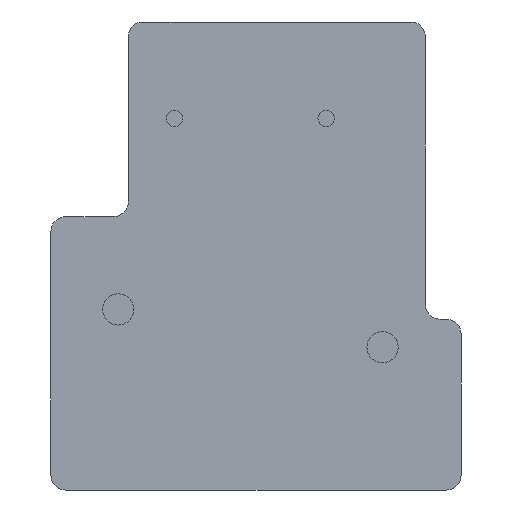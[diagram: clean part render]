
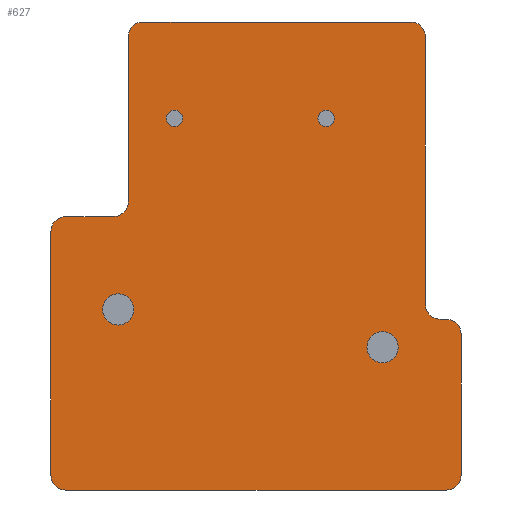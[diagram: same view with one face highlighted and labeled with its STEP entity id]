
A CAD part, front view. The second image highlights one B-rep face of the part: STEP entity #627.
In plain terms, the highlighted planar face has unit normal (0, -1, 0).
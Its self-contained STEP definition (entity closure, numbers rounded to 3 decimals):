
#27=FACE_BOUND('',#230,.T.);
#28=FACE_BOUND('',#231,.T.);
#29=FACE_BOUND('',#232,.T.);
#30=FACE_BOUND('',#233,.T.);
#35=PLANE('',#718);
#83=LINE('',#1094,#127);
#84=LINE('',#1096,#128);
#85=LINE('',#1098,#129);
#86=LINE('',#1100,#130);
#87=LINE('',#1102,#131);
#88=LINE('',#1103,#132);
#89=LINE('',#1104,#133);
#90=LINE('',#1105,#134);
#127=VECTOR('',#895,10.);
#128=VECTOR('',#898,10.);
#129=VECTOR('',#901,10.);
#130=VECTOR('',#904,10.);
#131=VECTOR('',#907,10.);
#132=VECTOR('',#908,10.);
#133=VECTOR('',#909,10.);
#134=VECTOR('',#910,10.);
#187=FACE_OUTER_BOUND('',#229,.T.);
#229=EDGE_LOOP('',(#531,#532,#533,#534,#535,#536,#537,#538,#539,#540,#541,
#542,#543,#544,#545,#546));
#230=EDGE_LOOP('',(#547));
#231=EDGE_LOOP('',(#548));
#232=EDGE_LOOP('',(#549));
#233=EDGE_LOOP('',(#550));
#251=CIRCLE('',#662,0.989);
#255=CIRCLE('',#668,0.989);
#259=CIRCLE('',#674,0.989);
#263=CIRCLE('',#681,0.989);
#267=CIRCLE('',#687,0.989);
#272=CIRCLE('',#695,0.989);
#276=CIRCLE('',#701,0.989);
#280=CIRCLE('',#708,0.989);
#281=CIRCLE('',#719,1.05);
#282=CIRCLE('',#720,0.55);
#283=CIRCLE('',#721,1.05);
#284=CIRCLE('',#722,0.55);
#293=VERTEX_POINT('',#971);
#294=VERTEX_POINT('',#972);
#298=VERTEX_POINT('',#984);
#299=VERTEX_POINT('',#985);
#303=VERTEX_POINT('',#997);
#304=VERTEX_POINT('',#998);
#308=VERTEX_POINT('',#1013);
#309=VERTEX_POINT('',#1014);
#313=VERTEX_POINT('',#1026);
#314=VERTEX_POINT('',#1027);
#319=VERTEX_POINT('',#1044);
#320=VERTEX_POINT('',#1045);
#324=VERTEX_POINT('',#1057);
#325=VERTEX_POINT('',#1058);
#329=VERTEX_POINT('',#1073);
#330=VERTEX_POINT('',#1074);
#331=VERTEX_POINT('',#1106);
#332=VERTEX_POINT('',#1108);
#333=VERTEX_POINT('',#1110);
#334=VERTEX_POINT('',#1112);
#343=EDGE_CURVE('',#293,#294,#251,.T.);
#349=EDGE_CURVE('',#298,#299,#255,.T.);
#355=EDGE_CURVE('',#303,#304,#259,.T.);
#363=EDGE_CURVE('',#308,#309,#263,.T.);
#369=EDGE_CURVE('',#313,#314,#267,.T.);
#378=EDGE_CURVE('',#319,#320,#272,.T.);
#384=EDGE_CURVE('',#324,#325,#276,.T.);
#392=EDGE_CURVE('',#329,#330,#280,.T.);
#405=EDGE_CURVE('',#293,#304,#83,.T.);
#406=EDGE_CURVE('',#314,#303,#84,.T.);
#407=EDGE_CURVE('',#313,#325,#85,.T.);
#408=EDGE_CURVE('',#324,#330,#86,.T.);
#409=EDGE_CURVE('',#298,#294,#87,.T.);
#410=EDGE_CURVE('',#308,#299,#88,.T.);
#411=EDGE_CURVE('',#319,#309,#89,.T.);
#412=EDGE_CURVE('',#329,#320,#90,.T.);
#413=EDGE_CURVE('',#331,#331,#281,.T.);
#414=EDGE_CURVE('',#332,#332,#282,.T.);
#415=EDGE_CURVE('',#333,#333,#283,.T.);
#416=EDGE_CURVE('',#334,#334,#284,.T.);
#531=ORIENTED_EDGE('',*,*,#355,.T.);
#532=ORIENTED_EDGE('',*,*,#405,.F.);
#533=ORIENTED_EDGE('',*,*,#343,.T.);
#534=ORIENTED_EDGE('',*,*,#409,.F.);
#535=ORIENTED_EDGE('',*,*,#349,.T.);
#536=ORIENTED_EDGE('',*,*,#410,.F.);
#537=ORIENTED_EDGE('',*,*,#363,.T.);
#538=ORIENTED_EDGE('',*,*,#411,.F.);
#539=ORIENTED_EDGE('',*,*,#378,.T.);
#540=ORIENTED_EDGE('',*,*,#412,.F.);
#541=ORIENTED_EDGE('',*,*,#392,.T.);
#542=ORIENTED_EDGE('',*,*,#408,.F.);
#543=ORIENTED_EDGE('',*,*,#384,.T.);
#544=ORIENTED_EDGE('',*,*,#407,.F.);
#545=ORIENTED_EDGE('',*,*,#369,.T.);
#546=ORIENTED_EDGE('',*,*,#406,.T.);
#547=ORIENTED_EDGE('',*,*,#413,.F.);
#548=ORIENTED_EDGE('',*,*,#414,.F.);
#549=ORIENTED_EDGE('',*,*,#415,.F.);
#550=ORIENTED_EDGE('',*,*,#416,.F.);
#627=ADVANCED_FACE('',(#187,#27,#28,#29,#30),#35,.T.);
#662=AXIS2_PLACEMENT_3D('',#973,#757,#758);
#668=AXIS2_PLACEMENT_3D('',#986,#771,#772);
#674=AXIS2_PLACEMENT_3D('',#999,#785,#786);
#681=AXIS2_PLACEMENT_3D('',#1015,#803,#804);
#687=AXIS2_PLACEMENT_3D('',#1028,#817,#818);
#695=AXIS2_PLACEMENT_3D('',#1046,#837,#838);
#701=AXIS2_PLACEMENT_3D('',#1059,#851,#852);
#708=AXIS2_PLACEMENT_3D('',#1075,#869,#870);
#718=AXIS2_PLACEMENT_3D('',#1101,#905,#906);
#719=AXIS2_PLACEMENT_3D('',#1107,#911,#912);
#720=AXIS2_PLACEMENT_3D('',#1109,#913,#914);
#721=AXIS2_PLACEMENT_3D('',#1111,#915,#916);
#722=AXIS2_PLACEMENT_3D('',#1113,#917,#918);
#757=DIRECTION('center_axis',(0.,1.,0.));
#758=DIRECTION('ref_axis',(-0.707,0.,-0.707));
#771=DIRECTION('center_axis',(0.,-1.,0.));
#772=DIRECTION('ref_axis',(0.707,0.,0.707));
#785=DIRECTION('center_axis',(0.,-1.,0.));
#786=DIRECTION('ref_axis',(0.707,0.,0.707));
#803=DIRECTION('center_axis',(0.,-1.,0.));
#804=DIRECTION('ref_axis',(-0.707,0.,0.707));
#817=DIRECTION('center_axis',(0.,-1.,0.));
#818=DIRECTION('ref_axis',(0.707,0.,-0.707));
#837=DIRECTION('center_axis',(0.,1.,0.));
#838=DIRECTION('ref_axis',(0.707,0.,-0.707));
#851=DIRECTION('center_axis',(0.,-1.,0.));
#852=DIRECTION('ref_axis',(-0.707,0.,-0.707));
#869=DIRECTION('center_axis',(0.,-1.,0.));
#870=DIRECTION('ref_axis',(-0.707,0.,0.707));
#895=DIRECTION('',(1.,0.,0.));
#898=DIRECTION('',(0.,0.,1.));
#901=DIRECTION('',(-1.,0.,0.));
#904=DIRECTION('',(0.,0.,1.));
#905=DIRECTION('center_axis',(0.,-1.,0.));
#906=DIRECTION('ref_axis',(-1.,0.,0.));
#907=DIRECTION('',(0.,0.,-1.));
#908=DIRECTION('',(1.,0.,0.));
#909=DIRECTION('',(0.,0.,1.));
#910=DIRECTION('',(1.,0.,0.));
#911=DIRECTION('center_axis',(0.,-1.,0.));
#912=DIRECTION('ref_axis',(-1.,0.,0.));
#913=DIRECTION('center_axis',(0.,-1.,0.));
#914=DIRECTION('ref_axis',(-1.,0.,0.));
#915=DIRECTION('center_axis',(0.,-1.,0.));
#916=DIRECTION('ref_axis',(-1.,0.,0.));
#917=DIRECTION('center_axis',(0.,-1.,0.));
#918=DIRECTION('ref_axis',(-1.,0.,0.));
#971=CARTESIAN_POINT('',(72.735,0.,11.5));
#972=CARTESIAN_POINT('',(71.746,0.,12.489));
#973=CARTESIAN_POINT('Origin',(72.735,0.,12.489));
#984=CARTESIAN_POINT('',(71.746,0.,30.511));
#985=CARTESIAN_POINT('',(70.757,0.,31.5));
#986=CARTESIAN_POINT('Origin',(70.757,0.,30.511));
#997=CARTESIAN_POINT('',(74.146,0.,10.511));
#998=CARTESIAN_POINT('',(73.157,0.,11.5));
#999=CARTESIAN_POINT('Origin',(73.157,0.,10.511));
#1013=CARTESIAN_POINT('',(52.735,0.,31.5));
#1014=CARTESIAN_POINT('',(51.746,0.,30.511));
#1015=CARTESIAN_POINT('Origin',(52.735,0.,30.511));
#1026=CARTESIAN_POINT('',(73.157,0.,0.));
#1027=CARTESIAN_POINT('',(74.146,0.,0.989));
#1028=CARTESIAN_POINT('Origin',(73.157,0.,0.989));
#1044=CARTESIAN_POINT('',(51.746,0.,19.389));
#1045=CARTESIAN_POINT('',(50.757,0.,18.4));
#1046=CARTESIAN_POINT('Origin',(50.757,0.,19.389));
#1057=CARTESIAN_POINT('',(46.546,0.,0.989));
#1058=CARTESIAN_POINT('',(47.535,0.,0.));
#1059=CARTESIAN_POINT('Origin',(47.535,0.,0.989));
#1073=CARTESIAN_POINT('',(47.535,0.,18.4));
#1074=CARTESIAN_POINT('',(46.546,0.,17.411));
#1075=CARTESIAN_POINT('Origin',(47.535,0.,17.411));
#1094=CARTESIAN_POINT('',(71.746,0.,11.5));
#1096=CARTESIAN_POINT('',(74.146,0.,0.));
#1098=CARTESIAN_POINT('',(74.146,0.,0.));
#1100=CARTESIAN_POINT('',(46.546,0.,0.));
#1101=CARTESIAN_POINT('Origin',(60.346,0.,15.75));
#1102=CARTESIAN_POINT('',(71.746,0.,31.5));
#1103=CARTESIAN_POINT('',(51.746,0.,31.5));
#1104=CARTESIAN_POINT('',(51.746,0.,18.4));
#1105=CARTESIAN_POINT('',(46.546,0.,18.4));
#1106=CARTESIAN_POINT('',(69.914,0.,9.615));
#1107=CARTESIAN_POINT('Origin',(68.864,0.,9.615));
#1108=CARTESIAN_POINT('',(65.614,0.,25.015));
#1109=CARTESIAN_POINT('Origin',(65.064,0.,25.015));
#1110=CARTESIAN_POINT('',(52.114,0.,12.155));
#1111=CARTESIAN_POINT('Origin',(51.064,0.,12.155));
#1112=CARTESIAN_POINT('',(55.414,0.,25.015));
#1113=CARTESIAN_POINT('Origin',(54.864,0.,25.015));
